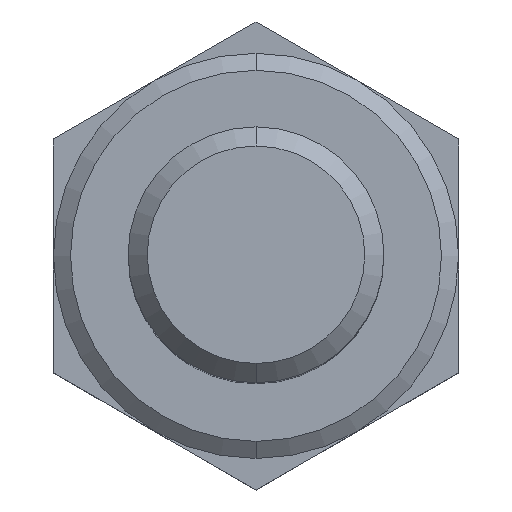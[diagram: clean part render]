
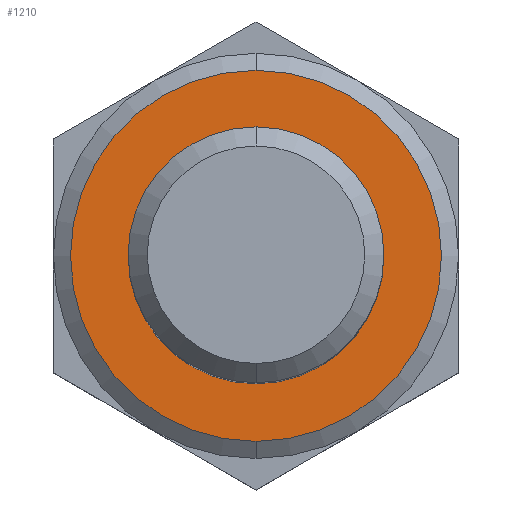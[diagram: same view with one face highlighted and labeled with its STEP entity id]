
A CAD part, top view. The second image highlights one B-rep face of the part: STEP entity #1210.
In plain terms, the highlighted planar face has unit normal (0, 0, 1).
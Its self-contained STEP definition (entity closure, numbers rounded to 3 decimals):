
#630=CARTESIAN_POINT('',(0.,-6.,0.));
#640=VERTEX_POINT('',#630);
#820=CARTESIAN_POINT('',(0.,6.,0.));
#830=VERTEX_POINT('',#820);
#860=CARTESIAN_POINT('',(0.,0.,0.));
#870=DIRECTION('',(0.,0.,1.));
#880=DIRECTION('',(0.,1.,0.));
#890=AXIS2_PLACEMENT_3D('',#860,#870,#880);
#900=CIRCLE('',#890,6.);
#910=EDGE_CURVE('',#640,#830,#900,.T.);
#960=CARTESIAN_POINT('',(0.,7.35,0.));
#970=DIRECTION('',(-0.,0.,1.));
#980=DIRECTION('',(0.,-1.,0.));
#990=AXIS2_PLACEMENT_3D('',#960,#970,#980);
#1000=PLANE('',#990);
#1010=CARTESIAN_POINT('',(0.,0.,0.));
#1020=DIRECTION('',(0.,0.,1.));
#1030=DIRECTION('',(0.,1.,0.));
#1040=AXIS2_PLACEMENT_3D('',#1010,#1020,#1030);
#1050=CIRCLE('',#1040,8.7);
#1060=CARTESIAN_POINT('',(0.,8.7,0.));
#1070=VERTEX_POINT('',#1060);
#1080=CARTESIAN_POINT('',(0.,-8.7,0.)
);
#1090=VERTEX_POINT('',#1080);
#1100=EDGE_CURVE('',#1070,#1090,#1050,.T.);
#1110=ORIENTED_EDGE('',*,*,#1100,.T.);
#1120=EDGE_CURVE('',#1090,#1070,#1050,.T.);
#1130=ORIENTED_EDGE('',*,*,#1120,.T.);
#1140=EDGE_LOOP('',(#1130,#1110));
#1150=FACE_OUTER_BOUND('',#1140,.T.);
#1160=EDGE_CURVE('',#830,#640,#900,.T.);
#1170=ORIENTED_EDGE('',*,*,#1160,.F.);
#1180=ORIENTED_EDGE('',*,*,#910,.F.);
#1190=EDGE_LOOP('',(#1180,#1170));
#1200=FACE_BOUND('',#1190,.T.);
#1210=ADVANCED_FACE('',(#1150,#1200),#1000,.T.);
